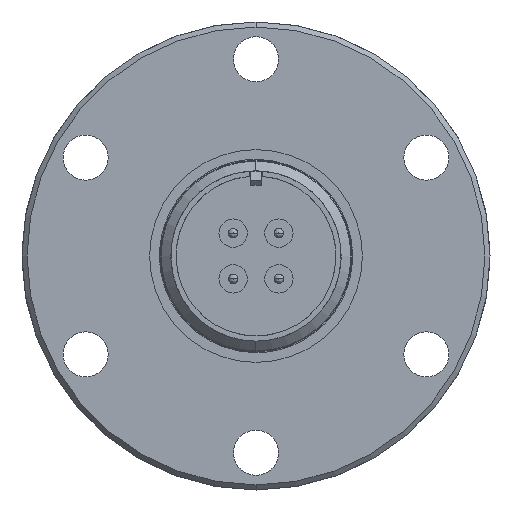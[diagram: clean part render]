
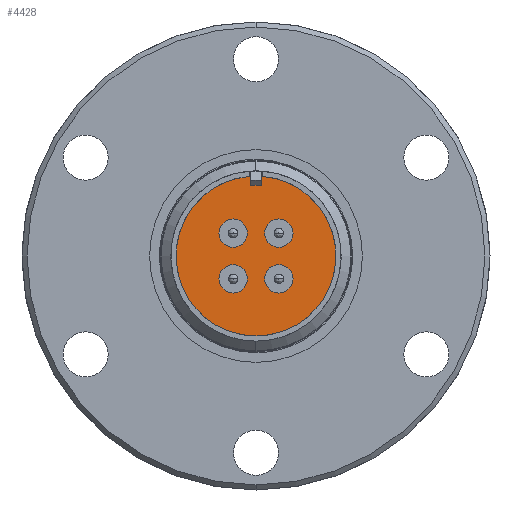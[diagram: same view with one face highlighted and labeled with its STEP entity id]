
A CAD part, front view. The second image highlights one B-rep face of the part: STEP entity #4428.
In plain terms, the highlighted planar face has unit normal (0, -1, 0).
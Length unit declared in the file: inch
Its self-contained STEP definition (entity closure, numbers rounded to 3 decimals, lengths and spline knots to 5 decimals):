
#70 = CARTESIAN_POINT ( 'NONE',  ( 0., 0.39565, 0. ) ) ;
#257 = DIRECTION ( 'NONE',  ( 0., 0., 1. ) ) ;
#259 = DIRECTION ( 'NONE',  ( 0., -1., 0. ) ) ;
#321 = EDGE_CURVE ( 'NONE', #3568, #3771, #2622, .T. ) ;
#322 = EDGE_CURVE ( 'NONE', #3836, #3712, #2618, .T. ) ;
#323 = EDGE_CURVE ( 'NONE', #3264, #3580, #2616, .T. ) ;
#324 = EDGE_CURVE ( 'NONE', #3672, #3722, #2614, .T. ) ;
#884 = AXIS2_PLACEMENT_3D ( 'NONE', #5183, #5167, #5094 ) ;
#1405 = DIRECTION ( 'NONE',  ( 0., 0., 1. ) ) ;
#1406 = DIRECTION ( 'NONE',  ( 0., -1., 0. ) ) ;
#1407 = CARTESIAN_POINT ( 'NONE',  ( 0., 0.39565, 0. ) ) ;
#1520 = AXIS2_PLACEMENT_3D ( 'NONE', #4017, #4014, #4016 ) ;
#1785 = CIRCLE ( 'NONE', #1959, 0.48 ) ;
#1959 = AXIS2_PLACEMENT_3D ( 'NONE', #1407, #1406, #1405 ) ;
#2050 = AXIS2_PLACEMENT_3D ( 'NONE', #70, #259, #257 ) ;
#2090 = AXIS2_PLACEMENT_3D ( 'NONE', #4644, #4643, #4642 ) ;
#2352 = EDGE_LOOP ( 'NONE', ( #6487, #6534 ) ) ;
#2353 = EDGE_LOOP ( 'NONE', ( #2915, #6533 ) ) ;
#2614 = CIRCLE ( 'NONE', #4045, 0.08325 ) ;
#2616 = CIRCLE ( 'NONE', #4027, 0.08325 ) ;
#2618 = CIRCLE ( 'NONE', #4029, 0.08325 ) ;
#2622 = CIRCLE ( 'NONE', #4031, 0.08325 ) ;
#2905 = ORIENTED_EDGE ( 'NONE', *, *, #4313, .F. ) ;
#2915 = ORIENTED_EDGE ( 'NONE', *, *, #4266, .F. ) ;
#2921 = ORIENTED_EDGE ( 'NONE', *, *, #5513, .F. ) ;
#3121 = CIRCLE ( 'NONE', #2050, 0.48 ) ;
#3256 = CIRCLE ( 'NONE', #2090, 0.08325 ) ;
#3264 = VERTEX_POINT ( 'NONE', #5706 ) ;
#3362 = EDGE_LOOP ( 'NONE', ( #2921, #6504 ) ) ;
#3454 = EDGE_LOOP ( 'NONE', ( #6506, #6503 ) ) ;
#3475 = EDGE_LOOP ( 'NONE', ( #2905, #6539 ) ) ;
#3547 = VERTEX_POINT ( 'NONE', #5628 ) ;
#3568 = VERTEX_POINT ( 'NONE', #5616 ) ;
#3580 = VERTEX_POINT ( 'NONE', #5612 ) ;
#3672 = VERTEX_POINT ( 'NONE', #5548 ) ;
#3712 = VERTEX_POINT ( 'NONE', #6273 ) ;
#3722 = VERTEX_POINT ( 'NONE', #6248 ) ;
#3763 = VERTEX_POINT ( 'NONE', #6077 ) ;
#3771 = VERTEX_POINT ( 'NONE', #6093 ) ;
#3836 = VERTEX_POINT ( 'NONE', #6420 ) ;
#4014 = DIRECTION ( 'NONE',  ( 0., 1., 0. ) ) ;
#4015 = PLANE ( 'NONE',  #1520 ) ;
#4016 = DIRECTION ( 'NONE',  ( -1., 0., 0. ) ) ;
#4017 = CARTESIAN_POINT ( 'NONE',  ( 0., 0.39565, 0. ) ) ;
#4027 = AXIS2_PLACEMENT_3D ( 'NONE', #5596, #5604, #5603 ) ;
#4029 = AXIS2_PLACEMENT_3D ( 'NONE', #5597, #5610, #5598 ) ;
#4031 = AXIS2_PLACEMENT_3D ( 'NONE', #5633, #5625, #5607 ) ;
#4045 = AXIS2_PLACEMENT_3D ( 'NONE', #5588, #5572, #5581 ) ;
#4133 = FACE_BOUND ( 'NONE', #3362, .T. ) ;
#4134 = FACE_BOUND ( 'NONE', #2353, .T. ) ;
#4136 = FACE_OUTER_BOUND ( 'NONE', #2352, .T. ) ;
#4139 = FACE_BOUND ( 'NONE', #3454, .T. ) ;
#4143 = FACE_BOUND ( 'NONE', #3475, .T. ) ;
#4244 = EDGE_CURVE ( 'NONE', #3722, #3672, #4977, .T. ) ;
#4266 = EDGE_CURVE ( 'NONE', #3771, #3568, #4943, .T. ) ;
#4313 = EDGE_CURVE ( 'NONE', #3712, #3836, #4881, .T. ) ;
#4428 = ADVANCED_FACE ( 'NONE', ( #4139, #4133, #4143, #4134, #4136 ), #4015, .F. ) ;
#4642 = DIRECTION ( 'NONE',  ( 0., 0., -1. ) ) ;
#4643 = DIRECTION ( 'NONE',  ( 0., -1., 0. ) ) ;
#4644 = CARTESIAN_POINT ( 'NONE',  ( 0.13428, 0.39565, 0.13442 ) ) ;
#4881 = CIRCLE ( 'NONE', #884, 0.08325 ) ;
#4943 = CIRCLE ( 'NONE', #5297, 0.08325 ) ;
#4977 = CIRCLE ( 'NONE', #5276, 0.08325 ) ;
#5094 = DIRECTION ( 'NONE',  ( 0., 0., -1. ) ) ;
#5167 = DIRECTION ( 'NONE',  ( 0., -1., 0. ) ) ;
#5183 = CARTESIAN_POINT ( 'NONE',  ( -0.13442, 0.39565, 0.13428 ) ) ;
#5256 = EDGE_CURVE ( 'NONE', #3547, #3763, #1785, .T. ) ;
#5276 = AXIS2_PLACEMENT_3D ( 'NONE', #6356, #6394, #6393 ) ;
#5297 = AXIS2_PLACEMENT_3D ( 'NONE', #6164, #6162, #6186 ) ;
#5444 = EDGE_CURVE ( 'NONE', #3763, #3547, #3121, .T. ) ;
#5513 = EDGE_CURVE ( 'NONE', #3580, #3264, #3256, .T. ) ;
#5548 = CARTESIAN_POINT ( 'NONE',  ( -0.13428, 0.39565, -0.05117 ) ) ;
#5572 = DIRECTION ( 'NONE',  ( 0., -1., 0. ) ) ;
#5581 = DIRECTION ( 'NONE',  ( 0., 0., -1. ) ) ;
#5588 = CARTESIAN_POINT ( 'NONE',  ( -0.13428, 0.39565, -0.13442 ) ) ;
#5596 = CARTESIAN_POINT ( 'NONE',  ( 0.13428, 0.39565, 0.13442 ) ) ;
#5597 = CARTESIAN_POINT ( 'NONE',  ( -0.13442, 0.39565, 0.13428 ) ) ;
#5598 = DIRECTION ( 'NONE',  ( 0., 0., -1. ) ) ;
#5603 = DIRECTION ( 'NONE',  ( 0., 0., -1. ) ) ;
#5604 = DIRECTION ( 'NONE',  ( 0., -1., 0. ) ) ;
#5607 = DIRECTION ( 'NONE',  ( 0., 0., -1. ) ) ;
#5610 = DIRECTION ( 'NONE',  ( 0., -1., 0. ) ) ;
#5612 = CARTESIAN_POINT ( 'NONE',  ( 0.13428, 0.39565, 0.05117 ) ) ;
#5616 = CARTESIAN_POINT ( 'NONE',  ( 0.13442, 0.39565, -0.05103 ) ) ;
#5625 = DIRECTION ( 'NONE',  ( 0., -1., 0. ) ) ;
#5628 = CARTESIAN_POINT ( 'NONE',  ( 0., 0.39565, 0.48 ) ) ;
#5633 = CARTESIAN_POINT ( 'NONE',  ( 0.13442, 0.39565, -0.13428 ) ) ;
#5706 = CARTESIAN_POINT ( 'NONE',  ( 0.13428, 0.39565, 0.21767 ) ) ;
#6077 = CARTESIAN_POINT ( 'NONE',  ( 0., 0.39565, -0.48 ) ) ;
#6093 = CARTESIAN_POINT ( 'NONE',  ( 0.13442, 0.39565, -0.21753 ) ) ;
#6162 = DIRECTION ( 'NONE',  ( 0., -1., 0. ) ) ;
#6164 = CARTESIAN_POINT ( 'NONE',  ( 0.13442, 0.39565, -0.13428 ) ) ;
#6186 = DIRECTION ( 'NONE',  ( 0., 0., -1. ) ) ;
#6248 = CARTESIAN_POINT ( 'NONE',  ( -0.13428, 0.39565, -0.21767 ) ) ;
#6273 = CARTESIAN_POINT ( 'NONE',  ( -0.13442, 0.39565, 0.05103 ) ) ;
#6356 = CARTESIAN_POINT ( 'NONE',  ( -0.13428, 0.39565, -0.13442 ) ) ;
#6393 = DIRECTION ( 'NONE',  ( 0., 0., -1. ) ) ;
#6394 = DIRECTION ( 'NONE',  ( 0., -1., 0. ) ) ;
#6420 = CARTESIAN_POINT ( 'NONE',  ( -0.13442, 0.39565, 0.21753 ) ) ;
#6487 = ORIENTED_EDGE ( 'NONE', *, *, #5256, .T. ) ;
#6503 = ORIENTED_EDGE ( 'NONE', *, *, #324, .F. ) ;
#6504 = ORIENTED_EDGE ( 'NONE', *, *, #323, .F. ) ;
#6506 = ORIENTED_EDGE ( 'NONE', *, *, #4244, .F. ) ;
#6533 = ORIENTED_EDGE ( 'NONE', *, *, #321, .F. ) ;
#6534 = ORIENTED_EDGE ( 'NONE', *, *, #5444, .T. ) ;
#6539 = ORIENTED_EDGE ( 'NONE', *, *, #322, .F. ) ;
